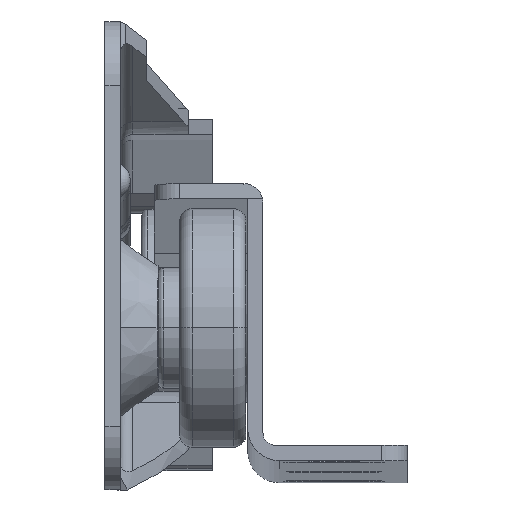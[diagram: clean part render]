
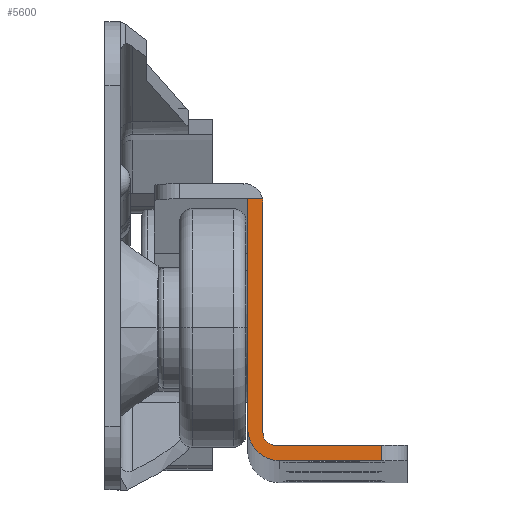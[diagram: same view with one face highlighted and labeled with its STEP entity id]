
A CAD part, top view. The second image highlights one B-rep face of the part: STEP entity #5600.
In plain terms, the highlighted planar face has unit normal (0, 0.003, 1).
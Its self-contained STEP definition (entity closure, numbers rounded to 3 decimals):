
#68 = CARTESIAN_POINT ( 'NONE',  ( -1.2, -1.2, 0. ) ) ;
#234 = AXIS2_PLACEMENT_3D ( 'NONE', #7152, #2342, #9276 ) ;
#549 = CARTESIAN_POINT ( 'NONE',  ( 9.4, 0., 0. ) ) ;
#950 = ORIENTED_EDGE ( 'NONE', *, *, #8120, .T. ) ;
#1001 = CIRCLE ( 'NONE', #7033, 1. ) ;
#1362 = ORIENTED_EDGE ( 'NONE', *, *, #6086, .T. ) ;
#2167 = ORIENTED_EDGE ( 'NONE', *, *, #2475, .T. ) ;
#2225 = EDGE_LOOP ( 'NONE', ( #3096, #6396, #10565, #2167, #1362, #950, #7230, #7800, #10874 ) ) ;
#2342 = DIRECTION ( 'NONE',  ( 0., 0., 1. ) ) ;
#2396 = EDGE_CURVE ( 'NONE', #3370, #10227, #6531, .T. ) ;
#2475 = EDGE_CURVE ( 'NONE', #8460, #9899, #1001, .T. ) ;
#2490 = EDGE_CURVE ( 'NONE', #3370, #10643, #3216, .T. ) ;
#2516 = CARTESIAN_POINT ( 'NONE',  ( -0.03, 19.497, 0. ) ) ;
#2626 = EDGE_CURVE ( 'NONE', #10643, #10176, #5643, .T. ) ;
#2703 = FACE_OUTER_BOUND ( 'NONE', #2225, .T. ) ;
#3096 = ORIENTED_EDGE ( 'NONE', *, *, #10559, .T. ) ;
#3184 = CARTESIAN_POINT ( 'NONE',  ( -1.2, 19.497, 0. ) ) ;
#3216 = LINE ( 'NONE', #68, #12075 ) ;
#3370 = VERTEX_POINT ( 'NONE', #3184 ) ;
#3391 = CARTESIAN_POINT ( 'NONE',  ( 0., 19.298, 0. ) ) ;
#3573 = CARTESIAN_POINT ( 'NONE',  ( 0., 19.197, 0. ) ) ;
#3700 = DIRECTION ( 'NONE',  ( 1., 0., 0. ) ) ;
#3916 = CARTESIAN_POINT ( 'NONE',  ( 11.4, 0., 0. ) ) ;
#4178 = CARTESIAN_POINT ( 'NONE',  ( 0., 20.7, 0. ) ) ;
#4264 = CARTESIAN_POINT ( 'NONE',  ( 0., 19.197, 0. ) ) ;
#4388 = CARTESIAN_POINT ( 'NONE',  ( -0.01, 19.398, 0. ) ) ;
#4573 = DIRECTION ( 'NONE',  ( 0., 0., 1. ) ) ;
#4853 = LINE ( 'NONE', #3916, #5881 ) ;
#4873 = EDGE_CURVE ( 'NONE', #11308, #8460, #4853, .T. ) ;
#5094 = CARTESIAN_POINT ( 'NONE',  ( 9.4, -1.2, 0. ) ) ;
#5186 = DIRECTION ( 'NONE',  ( 0., 0., -1. ) ) ;
#5457 = DIRECTION ( 'NONE',  ( 1., 0., 0. ) ) ;
#5506 = CARTESIAN_POINT ( 'NONE',  ( 1.3, -1.2, 0. ) ) ;
#5538 = DIRECTION ( 'NONE',  ( 1., 0., 0. ) ) ;
#5600 = ADVANCED_FACE ( 'NONE', ( #2703 ), #6340, .T. ) ;
#5643 = CIRCLE ( 'NONE', #234, 2.5 ) ;
#5749 = CARTESIAN_POINT ( 'NONE',  ( -0.03, 19.497, 0. ) ) ;
#5788 = DIRECTION ( 'NONE',  ( 1., 0., 0. ) ) ;
#5855 = DIRECTION ( 'NONE',  ( -1., 0., 0. ) ) ;
#5881 = VECTOR ( 'NONE', #5855, 1000. ) ;
#5997 = CARTESIAN_POINT ( 'NONE',  ( 1., 1., 0. ) ) ;
#6086 = EDGE_CURVE ( 'NONE', #9899, #7981, #10826, .T. ) ;
#6315 = VECTOR ( 'NONE', #8806, 1000. ) ;
#6340 = PLANE ( 'NONE',  #8908 ) ;
#6365 = VECTOR ( 'NONE', #6703, 1000. ) ;
#6396 = ORIENTED_EDGE ( 'NONE', *, *, #11450, .T. ) ;
#6531 = LINE ( 'NONE', #7273, #12043 ) ;
#6583 = LINE ( 'NONE', #11540, #6365 ) ;
#6703 = DIRECTION ( 'NONE',  ( 0., 1., 0. ) ) ;
#6749 = VECTOR ( 'NONE', #5538, 1000. ) ;
#7033 = AXIS2_PLACEMENT_3D ( 'NONE', #5997, #5186, #5788 ) ;
#7152 = CARTESIAN_POINT ( 'NONE',  ( 1.3, 1.3, 0. ) ) ;
#7230 = ORIENTED_EDGE ( 'NONE', *, *, #2396, .F. ) ;
#7273 = CARTESIAN_POINT ( 'NONE',  ( 0., 19.497, 0. ) ) ;
#7398 = CARTESIAN_POINT ( 'NONE',  ( 0., 0., 0. ) ) ;
#7665 = DIRECTION ( 'NONE',  ( 0., -1., 0. ) ) ;
#7800 = ORIENTED_EDGE ( 'NONE', *, *, #2490, .T. ) ;
#7981 = VERTEX_POINT ( 'NONE', #4264 ) ;
#7997 = VERTEX_POINT ( 'NONE', #5094 ) ;
#8120 = EDGE_CURVE ( 'NONE', #7981, #10227, #9242, .T. ) ;
#8460 = VERTEX_POINT ( 'NONE', #11730 ) ;
#8806 = DIRECTION ( 'NONE',  ( 0., 1., 0. ) ) ;
#8908 = AXIS2_PLACEMENT_3D ( 'NONE', #7398, #4573, #3700 ) ;
#9044 = CARTESIAN_POINT ( 'NONE',  ( 0., 1., 0. ) ) ;
#9242 =( BOUNDED_CURVE ( )  B_SPLINE_CURVE ( 3, ( #3573, #3391, #4388, #2516 ),
 .UNSPECIFIED., .F., .T. ) 
 B_SPLINE_CURVE_WITH_KNOTS ( ( 4, 4 ),
 ( 1.571, 1.772 ),
 .UNSPECIFIED. ) 
 CURVE ( )  GEOMETRIC_REPRESENTATION_ITEM ( )  RATIONAL_B_SPLINE_CURVE ( ( 1., 0.997, 0.997, 1. ) ) 
 REPRESENTATION_ITEM ( '' )  );
#9276 = DIRECTION ( 'NONE',  ( 1., 0., 0. ) ) ;
#9606 = CARTESIAN_POINT ( 'NONE',  ( -1.2, 1.3, 0. ) ) ;
#9899 = VERTEX_POINT ( 'NONE', #9044 ) ;
#10176 = VERTEX_POINT ( 'NONE', #5506 ) ;
#10227 = VERTEX_POINT ( 'NONE', #5749 ) ;
#10559 = EDGE_CURVE ( 'NONE', #10176, #7997, #11855, .T. ) ;
#10565 = ORIENTED_EDGE ( 'NONE', *, *, #4873, .T. ) ;
#10643 = VERTEX_POINT ( 'NONE', #9606 ) ;
#10826 = LINE ( 'NONE', #4178, #6315 ) ;
#10874 = ORIENTED_EDGE ( 'NONE', *, *, #2626, .T. ) ;
#11308 = VERTEX_POINT ( 'NONE', #549 ) ;
#11450 = EDGE_CURVE ( 'NONE', #7997, #11308, #6583, .T. ) ;
#11540 = CARTESIAN_POINT ( 'NONE',  ( 9.4, 0., 0. ) ) ;
#11730 = CARTESIAN_POINT ( 'NONE',  ( 1., 0., 0. ) ) ;
#11855 = LINE ( 'NONE', #12139, #6749 ) ;
#12043 = VECTOR ( 'NONE', #5457, 1000. ) ;
#12075 = VECTOR ( 'NONE', #7665, 1000. ) ;
#12139 = CARTESIAN_POINT ( 'NONE',  ( -1.2, -1.2, 0. ) ) ;
